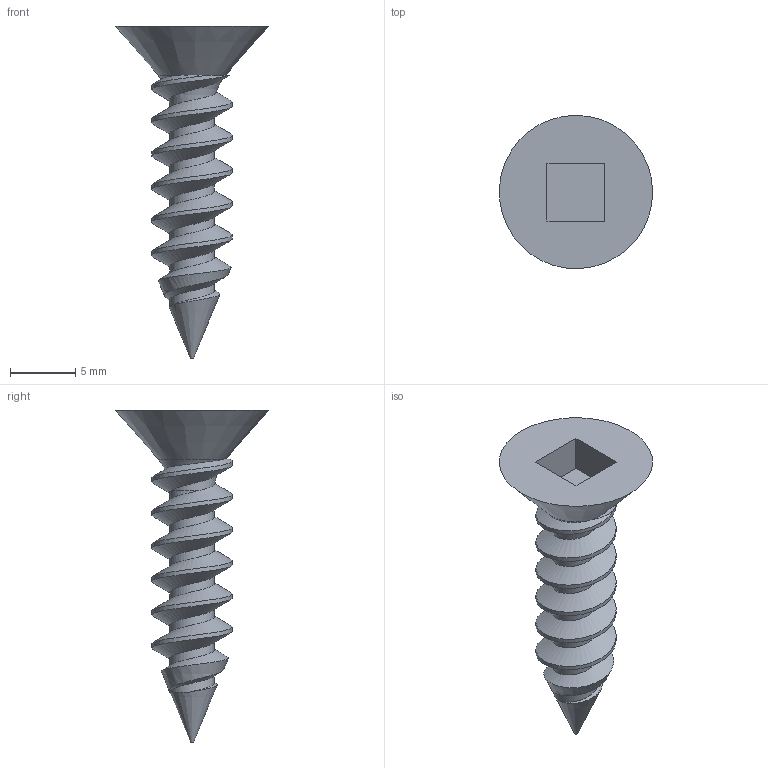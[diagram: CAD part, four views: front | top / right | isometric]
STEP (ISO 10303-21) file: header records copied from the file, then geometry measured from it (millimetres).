
FILE_DESCRIPTION( ( '' ), ' ' );
FILE_NAME( '5ae42c802dde280fe6291bd9.step', '2018-04-28T08:10:41', ( '' ), ( '' ), ' ', ' ', ' ' );
FILE_SCHEMA( ( 'AUTOMOTIVE_DESIGN { 1 0 10303 214 1 1 1 1 }' ) );
Length unit declared in the file: metre
Products named in the file (1): 93945A066
Bounding box: 11.72 x 11.73 x 25.4 mm (x, y, z)
Volume: 482.2 mm3; surface area: 723.7 mm2
Topology: 1 solids, 1 shells, 16 faces, 90 edges, 77 vertices
Faces by surface type: plane 8, cone 3, bspline 2, cylinder 2, torus 1
Entity records: 1871 total; most frequent: CARTESIAN_POINT 1208, ORIENTED_EDGE 172, EDGE_CURVE 86, VERTEX_POINT 76, DIRECTION 56, AXIS2_PLACEMENT_3D 22, EDGE_LOOP 18, STYLED_ITEM 15
